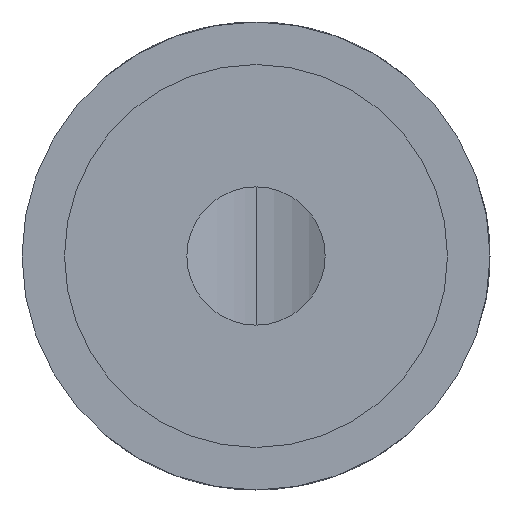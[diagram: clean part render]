
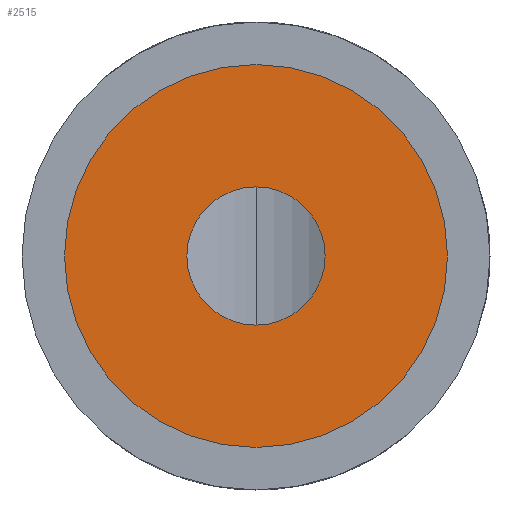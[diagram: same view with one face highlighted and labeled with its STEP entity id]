
A CAD part, left-side view. The second image highlights one B-rep face of the part: STEP entity #2515.
In plain terms, the highlighted planar face has unit normal (-1, 0, 0).
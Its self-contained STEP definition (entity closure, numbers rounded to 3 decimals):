
#89 = DIRECTION ( 'NONE',  ( 1., 0., 0. ) ) ;
#185 = CARTESIAN_POINT ( 'NONE',  ( 2., 0., 0. ) ) ;
#205 = DIRECTION ( 'NONE',  ( 1., 0., 0. ) ) ;
#206 = ORIENTED_EDGE ( 'NONE', *, *, #990, .F. ) ;
#259 = AXIS2_PLACEMENT_3D ( 'NONE', #185, #1754, #1372 ) ;
#419 = AXIS2_PLACEMENT_3D ( 'NONE', #2680, #2029, #946 ) ;
#441 = VERTEX_POINT ( 'NONE', #1077 ) ;
#443 = AXIS2_PLACEMENT_3D ( 'NONE', #2543, #89, #970 ) ;
#533 = EDGE_CURVE ( 'NONE', #1845, #2247, #1287, .T. ) ;
#573 = CARTESIAN_POINT ( 'NONE',  ( 2., 0., -3.25 ) ) ;
#675 = ORIENTED_EDGE ( 'NONE', *, *, #1515, .F. ) ;
#890 = EDGE_LOOP ( 'NONE', ( #1859, #1782 ) ) ;
#911 = VERTEX_POINT ( 'NONE', #2135 ) ;
#946 = DIRECTION ( 'NONE',  ( 0., 0., -1. ) ) ;
#957 = AXIS2_PLACEMENT_3D ( 'NONE', #2362, #205, #2630 ) ;
#970 = DIRECTION ( 'NONE',  ( 0., 0., -1. ) ) ;
#990 = EDGE_CURVE ( 'NONE', #441, #911, #1119, .T. ) ;
#1077 = CARTESIAN_POINT ( 'NONE',  ( 2., 0., -9. ) ) ;
#1119 = CIRCLE ( 'NONE', #419, 9. ) ;
#1225 = DIRECTION ( 'NONE',  ( 1., 0., 0. ) ) ;
#1287 = CIRCLE ( 'NONE', #259, 3.25 ) ;
#1316 = EDGE_LOOP ( 'NONE', ( #675, #206 ) ) ;
#1372 = DIRECTION ( 'NONE',  ( 0., 0., -1. ) ) ;
#1515 = EDGE_CURVE ( 'NONE', #911, #441, #2024, .T. ) ;
#1699 = FACE_BOUND ( 'NONE', #890, .T. ) ;
#1754 = DIRECTION ( 'NONE',  ( 1., 0., 0. ) ) ;
#1782 = ORIENTED_EDGE ( 'NONE', *, *, #533, .T. ) ;
#1845 = VERTEX_POINT ( 'NONE', #573 ) ;
#1859 = ORIENTED_EDGE ( 'NONE', *, *, #2852, .T. ) ;
#1903 = DIRECTION ( 'NONE',  ( 0., 0., -1. ) ) ;
#1994 = FACE_OUTER_BOUND ( 'NONE', #1316, .T. ) ;
#2024 = CIRCLE ( 'NONE', #2530, 9. ) ;
#2029 = DIRECTION ( 'NONE',  ( 1., 0., 0. ) ) ;
#2135 = CARTESIAN_POINT ( 'NONE',  ( 2., 0., 9. ) ) ;
#2247 = VERTEX_POINT ( 'NONE', #2329 ) ;
#2329 = CARTESIAN_POINT ( 'NONE',  ( 2., 0., 3.25 ) ) ;
#2362 = CARTESIAN_POINT ( 'NONE',  ( 2., 0., 0. ) ) ;
#2515 = ADVANCED_FACE ( 'NONE', ( #1699, #1994 ), #2848, .F. ) ;
#2530 = AXIS2_PLACEMENT_3D ( 'NONE', #2567, #1225, #1903 ) ;
#2543 = CARTESIAN_POINT ( 'NONE',  ( 2., 0., 0. ) ) ;
#2567 = CARTESIAN_POINT ( 'NONE',  ( 2., 0., 0. ) ) ;
#2630 = DIRECTION ( 'NONE',  ( 0., 0., -1. ) ) ;
#2680 = CARTESIAN_POINT ( 'NONE',  ( 2., 0., 0. ) ) ;
#2723 = CIRCLE ( 'NONE', #443, 3.25 ) ;
#2848 = PLANE ( 'NONE',  #957 ) ;
#2852 = EDGE_CURVE ( 'NONE', #2247, #1845, #2723, .T. ) ;
